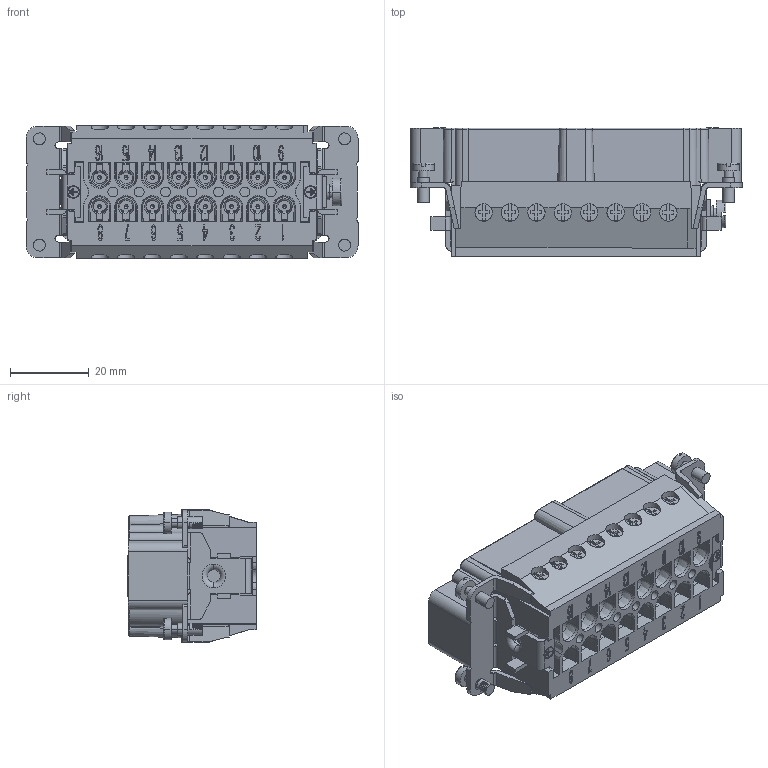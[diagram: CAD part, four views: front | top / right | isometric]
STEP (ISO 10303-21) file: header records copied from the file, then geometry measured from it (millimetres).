
FILE_DESCRIPTION((''),'2;1');
FILE_NAME('3D_1220160110001_HE-016-M_V1_0','2022-06-02T',('mh.wu'),(''),'PRO/ENGINEER BY PARAMETRIC TECHNOLOGY CORPORATION, 2012480','PRO/ENGINEER BY PARAMETRIC TECHNOLOGY CORPORATION, 2012480','');
FILE_SCHEMA(('CONFIG_CONTROL_DESIGN'));
Products named in the file (1): 3D_1220160110001_HE-016-M_V1_0
Bounding box: 84.3 x 32.59 x 33.7 mm (x, y, z)
Volume: 41125.4 mm3; surface area: 25965.2 mm2
Topology: 1 solids, 34 shells, 3376 faces, 9644 edges, 6359 vertices
Faces by surface type: plane 2246, cylinder 504, bspline 250, cone 178, extrusion 96, torus 62, sphere 32, revolution 8
Entity records: 120921 total; most frequent: CARTESIAN_POINT 34940, ORIENTED_EDGE 19144, DIRECTION 15875, EDGE_CURVE 9572, VECTOR 6903, LINE 6807, VERTEX_POINT 6359, AXIS2_PLACEMENT_3D 4482
